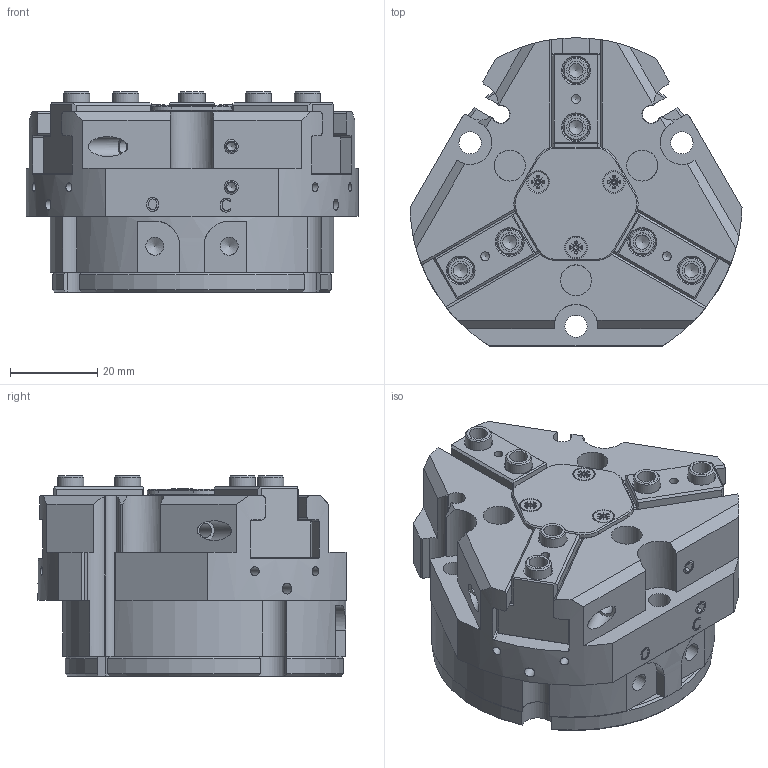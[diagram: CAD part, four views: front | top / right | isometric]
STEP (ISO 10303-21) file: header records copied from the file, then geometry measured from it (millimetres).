
FILE_DESCRIPTION(/* description */ (''),/* implementation_level */ '2;1');
FILE_NAME(/* name */ 'PZP-64-C1.stp',/* time_stamp */ '2022-06-17T11:40:30+02:00',/* author */ ('Emilio'),/* organization */ (''),/* preprocessor_version */ 'ST-DEVELOPER v17.2',/* originating_system */ 'Autodesk Inventor 2019',/* authorisation */ '');
FILE_SCHEMA (('AUTOMOTIVE_DESIGN { 1 0 10303 214 3 1 1 }'));
Length unit declared in the file: millimetre
Products named in the file (9): PZP-64-C2 HT; PZP-64-CORPO; PZP-64-COPERCHIO-CLIENTE; PZP-64-FONDELLO-CLIENTE; DIN EN ISO 4762 - M3 x 8; ISO 7046-1 - M2,5 x 6 - 4.8 - Z - ISO; PZP-64-GRIFFA C2-(OPP-64_PGP-64)-CLIENTE; DIN 913 - M4 x 4; BOCCOLA 6H7L5
Assembly tree (27 placements, depth 2):
  PZP-64-C2 HT
    PZP-64-CORPO
    PZP-64-COPERCHIO-CLIENTE
    PZP-64-FONDELLO-CLIENTE
    DIN EN ISO 4762 - M3 x 8  x8
    ISO 7046-1 - M2,5 x 6 - 4.8 - Z - ISO  x3
    DIN 913 - M4 x 4  x4
    PZP-64-GRIFFA C2-(OPP-64_PGP-64)-CLIENTE  x3
    BOCCOLA 6H7L5  x6
Bounding box: 75.98 x 70.5 x 45.8 mm (x, y, z)
Volume: 130774.8 mm3; surface area: 46567.9 mm2
Topology: 27 solids, 27 shells, 852 faces, 2354 edges, 1591 vertices
Faces by surface type: plane 443, cylinder 196, cone 155, bspline 30, torus 28
Full cylindrical faces by diameter (mm): 2.013 x12, 2.224 x3, 2.459 x11, 2.5 x3, 2.7 x3, 3 x11, 3.2 x8, 3.242 x13, 3.4 x2, 4 x10, 4.134 x2, 4.2 x6, 4.5 x3, 4.7 x3, 5.1 x3, 5.5 x13, 6 x20, 6.1 x3, 6.5 x3, 7.1 x3, 45 x1
Entity records: 18059 total; most frequent: CARTESIAN_POINT 4369, ORIENTED_EDGE 2790, DIRECTION 2747, EDGE_CURVE 1395, AXIS2_PLACEMENT_3D 1026, VERTEX_POINT 961, LINE 695, VECTOR 695
